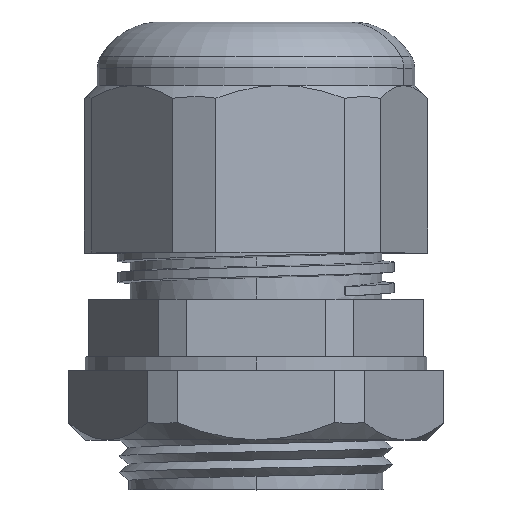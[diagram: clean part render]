
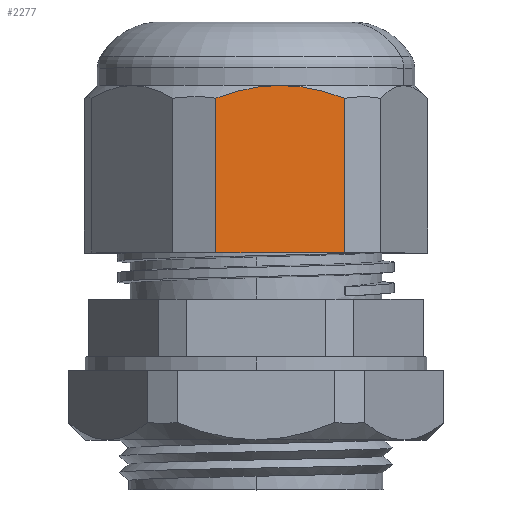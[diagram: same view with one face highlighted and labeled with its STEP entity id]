
A CAD part, top view. The second image highlights one B-rep face of the part: STEP entity #2277.
In plain terms, the highlighted face is planar.
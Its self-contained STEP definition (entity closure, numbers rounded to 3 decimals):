
#115 = CARTESIAN_POINT ( 'NONE',  ( 9.093, 6.142, -11.75 ) ) ;
#712 = VECTOR ( 'NONE', #2786, 1000. ) ;
#799 = PLANE ( 'NONE',  #12454 ) ;
#839 = DIRECTION ( 'NONE',  ( 0.5, 0., 0.866 ) ) ;
#1413 = CARTESIAN_POINT ( 'NONE',  ( 14.269, 6.486, -2.785 ) ) ;
#1459 = CARTESIAN_POINT ( 'NONE',  ( 9.093, -7.25, -11.75 ) ) ;
#1693 = VECTOR ( 'NONE', #5727, 1000. ) ;
#1858 = VERTEX_POINT ( 'NONE', #1459 ) ;
#2277 = ADVANCED_FACE ( 'NONE', ( #13229 ), #799, .F. ) ;
#2465 = CARTESIAN_POINT ( 'NONE',  ( 13.107, 7.05, -4.798 ) ) ;
#2677 = VERTEX_POINT ( 'NONE', #5144 ) ;
#2786 = DIRECTION ( 'NONE',  ( -0.5, 0., -0.866 ) ) ;
#3238 = CARTESIAN_POINT ( 'NONE',  ( 14.722, 6.142, -2. ) ) ;
#3458 = LINE ( 'NONE', #6932, #712 ) ;
#3493 = EDGE_CURVE ( 'NONE', #2677, #5297, #5464, .T. ) ;
#3507 = CARTESIAN_POINT ( 'NONE',  ( 12.393, 7.224, -6.035 ) ) ;
#3805 = EDGE_LOOP ( 'NONE', ( #5549, #9385, #12320, #6567, #8494 ) ) ;
#3941 = CARTESIAN_POINT ( 'NONE',  ( 15.877, 7.25, 0. ) ) ;
#4250 = CARTESIAN_POINT ( 'NONE',  ( 11.908, 7.25, -6.875 ) ) ;
#4493 = CARTESIAN_POINT ( 'NONE',  ( 14.722, 6.142, -2. ) ) ;
#4538 = CARTESIAN_POINT ( 'NONE',  ( 11.908, 7.25, -6.875 ) ) ;
#5144 = CARTESIAN_POINT ( 'NONE',  ( 11.908, 7.25, -6.875 ) ) ;
#5297 = VERTEX_POINT ( 'NONE', #10045 ) ;
#5464 = B_SPLINE_CURVE_WITH_KNOTS ( 'NONE', 3,
 ( #4250, #11549, #6357, #115 ),
 .UNSPECIFIED., .F., .F.,
 ( 4, 4 ),
 ( 0.006, 0.011 ),
 .UNSPECIFIED. ) ;
#5549 = ORIENTED_EDGE ( 'NONE', *, *, #11691, .F. ) ;
#5727 = DIRECTION ( 'NONE',  ( 0., -1., 0. ) ) ;
#5816 = VECTOR ( 'NONE', #10994, 1000. ) ;
#6357 = CARTESIAN_POINT ( 'NONE',  ( 10.001, 6.83, -10.178 ) ) ;
#6567 = ORIENTED_EDGE ( 'NONE', *, *, #7629, .F. ) ;
#6576 = VERTEX_POINT ( 'NONE', #12129 ) ;
#6932 = CARTESIAN_POINT ( 'NONE',  ( 15.877, -7.25, 0. ) ) ;
#7092 = DIRECTION ( 'NONE',  ( -0.866, 0., 0.5 ) ) ;
#7629 = EDGE_CURVE ( 'NONE', #5297, #1858, #8599, .T. ) ;
#7833 = CARTESIAN_POINT ( 'NONE',  ( 14.722, 64.611, -2. ) ) ;
#8494 = ORIENTED_EDGE ( 'NONE', *, *, #3493, .F. ) ;
#8599 = LINE ( 'NONE', #8864, #5816 ) ;
#8734 = CARTESIAN_POINT ( 'NONE',  ( 13.81, 6.763, -3.581 ) ) ;
#8864 = CARTESIAN_POINT ( 'NONE',  ( 9.093, 64.611, -11.75 ) ) ;
#9385 = ORIENTED_EDGE ( 'NONE', *, *, #10690, .T. ) ;
#9763 = CARTESIAN_POINT ( 'NONE',  ( 12.87, 7.124, -5.208 ) ) ;
#10045 = CARTESIAN_POINT ( 'NONE',  ( 9.093, 6.142, -11.75 ) ) ;
#10690 = EDGE_CURVE ( 'NONE', #13295, #6576, #12464, .T. ) ;
#10805 = CARTESIAN_POINT ( 'NONE',  ( 12.151, 7.25, -6.454 ) ) ;
#10808 = EDGE_CURVE ( 'NONE', #6576, #1858, #3458, .T. ) ;
#10994 = DIRECTION ( 'NONE',  ( 0., -1., 0. ) ) ;
#11549 = CARTESIAN_POINT ( 'NONE',  ( 10.934, 7.25, -8.561 ) ) ;
#11691 = EDGE_CURVE ( 'NONE', #13295, #2677, #12899, .T. ) ;
#12129 = CARTESIAN_POINT ( 'NONE',  ( 14.722, -7.25, -2. ) ) ;
#12320 = ORIENTED_EDGE ( 'NONE', *, *, #10808, .T. ) ;
#12454 = AXIS2_PLACEMENT_3D ( 'NONE', #3941, #7092, #839 ) ;
#12464 = LINE ( 'NONE', #7833, #1693 ) ;
#12899 = B_SPLINE_CURVE_WITH_KNOTS ( 'NONE', 3,
 ( #4493, #1413, #8734, #2465, #9763, #3507, #10805, #4538 ),
 .UNSPECIFIED., .F., .F.,
 ( 4, 2, 2, 4 ),
 ( 0., 0.003, 0.004, 0.006 ),
 .UNSPECIFIED. ) ;
#13229 = FACE_OUTER_BOUND ( 'NONE', #3805, .T. ) ;
#13295 = VERTEX_POINT ( 'NONE', #3238 ) ;
